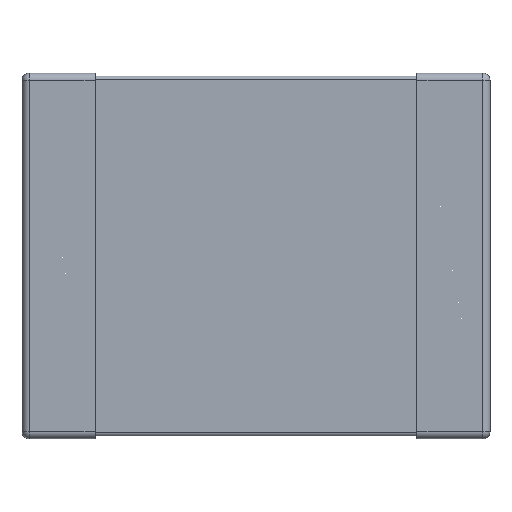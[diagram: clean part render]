
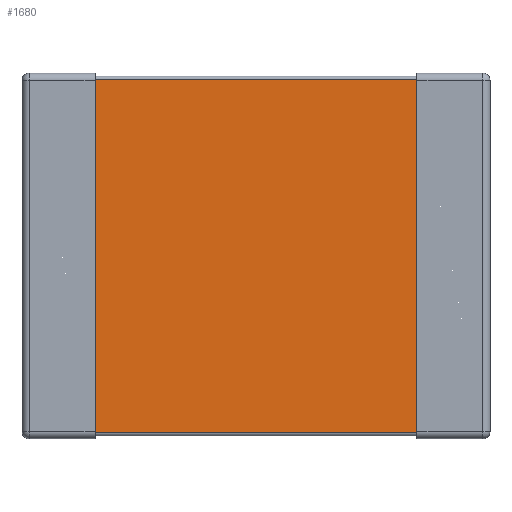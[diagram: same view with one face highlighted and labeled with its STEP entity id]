
A CAD part, front view. The second image highlights one B-rep face of the part: STEP entity #1680.
In plain terms, the highlighted planar face has unit normal (0, -1, 0).
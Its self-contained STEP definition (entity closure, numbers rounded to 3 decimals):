
#272 = ORIENTED_EDGE ( 'NONE', *, *, #1206, .T. ) ;
#378 = LINE ( 'NONE', #773, #1195 ) ;
#425 = CARTESIAN_POINT ( 'NONE',  ( 0., 0.02, 0. ) ) ;
#434 = VECTOR ( 'NONE', #806, 1000. ) ;
#506 = ORIENTED_EDGE ( 'NONE', *, *, #832, .F. ) ;
#584 = CARTESIAN_POINT ( 'NONE',  ( 1.1, 0.02, -1.21 ) ) ;
#615 = VECTOR ( 'NONE', #1032, 1000. ) ;
#624 = ORIENTED_EDGE ( 'NONE', *, *, #1499, .T. ) ;
#679 = CARTESIAN_POINT ( 'NONE',  ( 0., 0.02, 1.21 ) ) ;
#700 = DIRECTION ( 'NONE',  ( 0., 0., 1. ) ) ;
#773 = CARTESIAN_POINT ( 'NONE',  ( 1.1, 0.02, 1.23 ) ) ;
#806 = DIRECTION ( 'NONE',  ( 0., 0., 1. ) ) ;
#832 = EDGE_CURVE ( 'NONE', #1612, #995, #378, .T. ) ;
#843 = CARTESIAN_POINT ( 'NONE',  ( -1.1, 0.02, 1.21 ) ) ;
#952 = EDGE_LOOP ( 'NONE', ( #1361, #624, #506, #272 ) ) ;
#955 = DIRECTION ( 'NONE',  ( -1., 0., 0. ) ) ;
#995 = VERTEX_POINT ( 'NONE', #584 ) ;
#1010 = LINE ( 'NONE', #679, #1336 ) ;
#1032 = DIRECTION ( 'NONE',  ( 1., 0., 0. ) ) ;
#1073 = CARTESIAN_POINT ( 'NONE',  ( 1.1, 0.02, 1.21 ) ) ;
#1116 = AXIS2_PLACEMENT_3D ( 'NONE', #425, #1459, #700 ) ;
#1186 = CARTESIAN_POINT ( 'NONE',  ( -1.1, 0.02, 1.23 ) ) ;
#1195 = VECTOR ( 'NONE', #1454, 1000. ) ;
#1206 = EDGE_CURVE ( 'NONE', #1612, #1362, #1010, .T. ) ;
#1246 = CARTESIAN_POINT ( 'NONE',  ( -1.1, 0.02, -1.21 ) ) ;
#1265 = LINE ( 'NONE', #1428, #615 ) ;
#1295 = VERTEX_POINT ( 'NONE', #1246 ) ;
#1336 = VECTOR ( 'NONE', #955, 1000. ) ;
#1359 = PLANE ( 'NONE',  #1116 ) ;
#1361 = ORIENTED_EDGE ( 'NONE', *, *, #1368, .F. ) ;
#1362 = VERTEX_POINT ( 'NONE', #843 ) ;
#1368 = EDGE_CURVE ( 'NONE', #1295, #1362, #1483, .T. ) ;
#1428 = CARTESIAN_POINT ( 'NONE',  ( 0., 0.02, -1.21 ) ) ;
#1454 = DIRECTION ( 'NONE',  ( 0., 0., -1. ) ) ;
#1459 = DIRECTION ( 'NONE',  ( 0., 1., 0. ) ) ;
#1483 = LINE ( 'NONE', #1186, #434 ) ;
#1499 = EDGE_CURVE ( 'NONE', #1295, #995, #1265, .T. ) ;
#1580 = FACE_OUTER_BOUND ( 'NONE', #952, .T. ) ;
#1612 = VERTEX_POINT ( 'NONE', #1073 ) ;
#1680 = ADVANCED_FACE ( 'NONE', ( #1580 ), #1359, .F. ) ;
